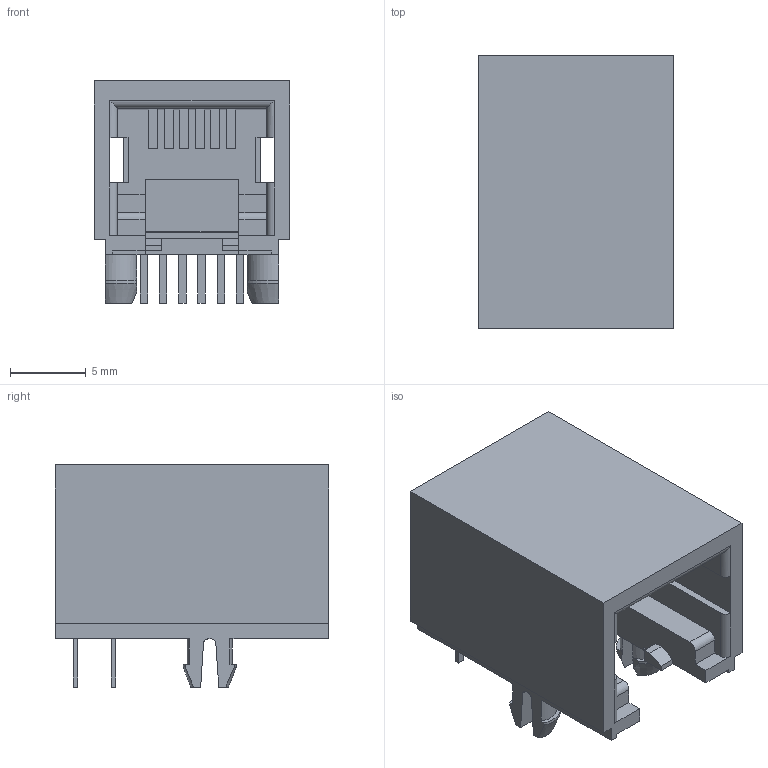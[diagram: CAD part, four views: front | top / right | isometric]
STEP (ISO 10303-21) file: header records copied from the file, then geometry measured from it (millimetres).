
FILE_DESCRIPTION(/* description */ (''),/* implementation_level */ '2;1');
FILE_NAME(/* name */ 'AMPHENOL_RJE051660310.stp',/* time_stamp */ '2016-03-15T14:32:50+01:00',/* author */ ('riccim'),/* organization */ ('SolidWorks'),/* preprocessor_version */ 'ST-DEVELOPER v15.5',/* originating_system */ 'AutoCAD Mechanical',/* authorisation */ ' ');
FILE_SCHEMA (('AUTOMOTIVE_DESIGN { 1 0 10303 214 3 1 1 }'));
Length unit declared in the file: millimetre
Products named in the file (1): Product
Bounding box: 12.96 x 18.1 x 14.7 mm (x, y, z)
Volume: 1407 mm3; surface area: 2321.5 mm2
Topology: 7 solids, 7 shells, 258 faces, 749 edges, 487 vertices
Faces by surface type: plane 235, cylinder 19, cone 4
Entity records: 8378 total; most frequent: CARTESIAN_POINT 1519, ORIENTED_EDGE 1498, DIRECTION 1299, EDGE_CURVE 749, LINE 693, VECTOR 693, VERTEX_POINT 487, AXIS2_PLACEMENT_3D 303
